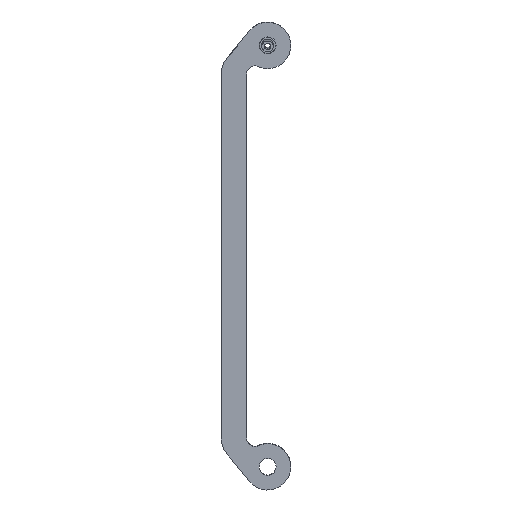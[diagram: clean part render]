
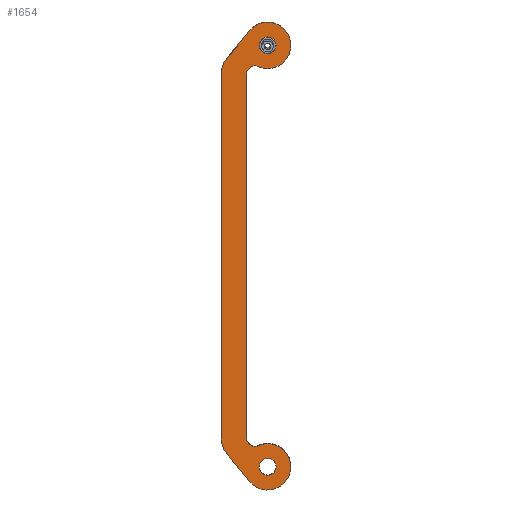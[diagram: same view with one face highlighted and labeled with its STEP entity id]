
A CAD part, front view. The second image highlights one B-rep face of the part: STEP entity #1654.
In plain terms, the highlighted planar face has unit normal (0, -1, -0.026).
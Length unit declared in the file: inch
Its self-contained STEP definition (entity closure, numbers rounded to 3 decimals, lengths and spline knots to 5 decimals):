
#70 = EDGE_CURVE ( 'NONE', #759, #1342, #2347, .T. ) ;
#83 = EDGE_LOOP ( 'NONE', ( #800, #1912 ) ) ;
#101 = VERTEX_POINT ( 'NONE', #1955 ) ;
#105 = ORIENTED_EDGE ( 'NONE', *, *, #311, .T. ) ;
#110 = DIRECTION ( 'NONE',  ( 0., 1., 0.026 ) ) ;
#124 = ORIENTED_EDGE ( 'NONE', *, *, #1089, .F. ) ;
#180 = CARTESIAN_POINT ( 'NONE',  ( 3.212, 3.36902, 0.3494 ) ) ;
#184 = EDGE_CURVE ( 'NONE', #2254, #1173, #1913, .T. ) ;
#198 = DIRECTION ( 'NONE',  ( 0., 1., 0.026 ) ) ;
#211 = CARTESIAN_POINT ( 'NONE',  ( 3.73453, 3.37687, 0.0496 ) ) ;
#223 = ORIENTED_EDGE ( 'NONE', *, *, #70, .F. ) ;
#231 = LINE ( 'NONE', #1485, #1600 ) ;
#248 = EDGE_CURVE ( 'NONE', #806, #1585, #1056, .T. ) ;
#251 = CARTESIAN_POINT ( 'NONE',  ( 3.57705, 3.37687, 0.0496 ) ) ;
#261 = CARTESIAN_POINT ( 'NONE',  ( 3.81327, 3.56882, -7.28065 ) ) ;
#269 = EDGE_CURVE ( 'NONE', #858, #463, #997, .T. ) ;
#274 = AXIS2_PLACEMENT_3D ( 'NONE', #1635, #368, #892 ) ;
#289 = ORIENTED_EDGE ( 'NONE', *, *, #371, .F. ) ;
#294 = AXIS2_PLACEMENT_3D ( 'NONE', #690, #2130, #2117 ) ;
#311 = EDGE_CURVE ( 'NONE', #526, #1335, #407, .T. ) ;
#338 = DIRECTION ( 'NONE',  ( -0.635, -0.02, 0.772 ) ) ;
#368 = DIRECTION ( 'NONE',  ( 0., 1., 0.026 ) ) ;
#371 = EDGE_CURVE ( 'NONE', #1361, #806, #1617, .T. ) ;
#374 = CARTESIAN_POINT ( 'NONE',  ( 3.97075, 3.56882, -7.28065 ) ) ;
#407 = CIRCLE ( 'NONE', #1195, 0.15748 ) ;
#415 = DIRECTION ( 'NONE',  ( 0., 0.026, -1. ) ) ;
#419 = AXIS2_PLACEMENT_3D ( 'NONE', #211, #1647, #761 ) ;
#432 = CARTESIAN_POINT ( 'NONE',  ( 3.212, 3.36902, 0.3494 ) ) ;
#442 = DIRECTION ( 'NONE',  ( 0.635, -0.02, 0.772 ) ) ;
#444 = DIRECTION ( 'NONE',  ( 0., 1., 0.026 ) ) ;
#463 = VERTEX_POINT ( 'NONE', #2210 ) ;
#500 = CARTESIAN_POINT ( 'NONE',  ( 3.97075, 3.56882, -7.28065 ) ) ;
#512 = CARTESIAN_POINT ( 'NONE',  ( 3.63613, 3.3555, 0.86548 ) ) ;
#517 = EDGE_CURVE ( 'NONE', #1335, #526, #1613, .T. ) ;
#526 = VERTEX_POINT ( 'NONE', #1324 ) ;
#528 = CIRCLE ( 'NONE', #1847, 0.43307 ) ;
#546 = EDGE_CURVE ( 'NONE', #2041, #1740, #2052, .T. ) ;
#549 = DIRECTION ( 'NONE',  ( 0., 1., 0.026 ) ) ;
#568 = EDGE_LOOP ( 'NONE', ( #1263, #2279, #1321, #999, #1347, #223, #1731, #1178, #289, #994, #1343, #124 ) ) ;
#570 = CIRCLE ( 'NONE', #419, 0.15748 ) ;
#576 = CARTESIAN_POINT ( 'NONE',  ( 3.97075, 3.3627, 0.59067 ) ) ;
#621 = CIRCLE ( 'NONE', #2014, 0.15748 ) ;
#639 = CARTESIAN_POINT ( 'NONE',  ( 4.40382, 3.56882, -7.28065 ) ) ;
#671 = EDGE_CURVE ( 'NONE', #1342, #2041, #2049, .T. ) ;
#684 = CARTESIAN_POINT ( 'NONE',  ( 3.63613, 3.57601, -7.55546 ) ) ;
#690 = CARTESIAN_POINT ( 'NONE',  ( 3.97075, 3.56882, -7.28065 ) ) ;
#707 = DIRECTION ( 'NONE',  ( 0., 1., 0.026 ) ) ;
#714 = DIRECTION ( 'NONE',  ( -1., 0., 0. ) ) ;
#729 = CARTESIAN_POINT ( 'NONE',  ( 3.10461, 3.55465, -6.73959 ) ) ;
#730 = DIRECTION ( 'NONE',  ( 1., 0., 0. ) ) ;
#732 = DIRECTION ( 'NONE',  ( -1., 0., 0. ) ) ;
#743 = FACE_BOUND ( 'NONE', #83, .T. ) ;
#759 = VERTEX_POINT ( 'NONE', #1383 ) ;
#761 = DIRECTION ( 'NONE',  ( -1., 0., 0. ) ) ;
#800 = ORIENTED_EDGE ( 'NONE', *, *, #1902, .T. ) ;
#806 = VERTEX_POINT ( 'NONE', #684 ) ;
#824 = CARTESIAN_POINT ( 'NONE',  ( 3.57705, 3.55465, -6.73959 ) ) ;
#857 = DIRECTION ( 'NONE',  ( 0., 1., 0.026 ) ) ;
#858 = VERTEX_POINT ( 'NONE', #824 ) ;
#892 = DIRECTION ( 'NONE',  ( -1., 0., 0. ) ) ;
#894 = AXIS2_PLACEMENT_3D ( 'NONE', #576, #1651, #1841 ) ;
#905 = PLANE ( 'NONE',  #1272 ) ;
#911 = CARTESIAN_POINT ( 'NONE',  ( 3.212, 3.5625, -7.03938 ) ) ;
#923 = DIRECTION ( 'NONE',  ( -1., 0., 0. ) ) ;
#927 = CARTESIAN_POINT ( 'NONE',  ( 3.57705, 3.55465, -6.73959 ) ) ;
#943 = EDGE_CURVE ( 'NONE', #1740, #1380, #1918, .T. ) ;
#945 = CARTESIAN_POINT ( 'NONE',  ( 4.12823, 3.3627, 0.59067 ) ) ;
#994 = ORIENTED_EDGE ( 'NONE', *, *, #1680, .F. ) ;
#997 = CIRCLE ( 'NONE', #2328, 0.15748 ) ;
#999 = ORIENTED_EDGE ( 'NONE', *, *, #546, .F. ) ;
#1030 = AXIS2_PLACEMENT_3D ( 'NONE', #251, #444, #2091 ) ;
#1055 = CARTESIAN_POINT ( 'NONE',  ( 3.81327, 3.3627, 0.59067 ) ) ;
#1056 = LINE ( 'NONE', #1964, #1416 ) ;
#1067 = DIRECTION ( 'NONE',  ( -1., 0., 0. ) ) ;
#1089 = EDGE_CURVE ( 'NONE', #101, #858, #231, .T. ) ;
#1124 = ORIENTED_EDGE ( 'NONE', *, *, #517, .T. ) ;
#1152 = EDGE_CURVE ( 'NONE', #1422, #101, #570, .T. ) ;
#1173 = VERTEX_POINT ( 'NONE', #945 ) ;
#1178 = ORIENTED_EDGE ( 'NONE', *, *, #248, .F. ) ;
#1195 = AXIS2_PLACEMENT_3D ( 'NONE', #1576, #857, #1067 ) ;
#1221 = CARTESIAN_POINT ( 'NONE',  ( 3.79753, 3.37309, 0.19389 ) ) ;
#1224 = DIRECTION ( 'NONE',  ( 0., -0.026, 1. ) ) ;
#1225 = CARTESIAN_POINT ( 'NONE',  ( 3.73453, 3.37687, 0.0496 ) ) ;
#1235 = FACE_OUTER_BOUND ( 'NONE', #568, .T. ) ;
#1237 = DIRECTION ( 'NONE',  ( -1., 0., 0. ) ) ;
#1263 = ORIENTED_EDGE ( 'NONE', *, *, #1152, .F. ) ;
#1269 = CARTESIAN_POINT ( 'NONE',  ( 3.97075, 3.3627, 0.59067 ) ) ;
#1272 = AXIS2_PLACEMENT_3D ( 'NONE', #1225, #1418, #730 ) ;
#1288 = CIRCLE ( 'NONE', #274, 0.43307 ) ;
#1321 = ORIENTED_EDGE ( 'NONE', *, *, #943, .F. ) ;
#1324 = CARTESIAN_POINT ( 'NONE',  ( 4.12823, 3.56882, -7.28065 ) ) ;
#1335 = VERTEX_POINT ( 'NONE', #261 ) ;
#1342 = VERTEX_POINT ( 'NONE', #1704 ) ;
#1343 = ORIENTED_EDGE ( 'NONE', *, *, #269, .F. ) ;
#1347 = ORIENTED_EDGE ( 'NONE', *, *, #671, .F. ) ;
#1361 = VERTEX_POINT ( 'NONE', #639 ) ;
#1380 = VERTEX_POINT ( 'NONE', #1575 ) ;
#1383 = CARTESIAN_POINT ( 'NONE',  ( 3.10461, 3.55465, -6.73959 ) ) ;
#1416 = VECTOR ( 'NONE', #338, 39.37008 ) ;
#1418 = DIRECTION ( 'NONE',  ( 0., 1., 0.026 ) ) ;
#1422 = VERTEX_POINT ( 'NONE', #1221 ) ;
#1485 = CARTESIAN_POINT ( 'NONE',  ( 3.57705, 3.55465, -6.73959 ) ) ;
#1519 = CIRCLE ( 'NONE', #2172, 0.47244 ) ;
#1575 = CARTESIAN_POINT ( 'NONE',  ( 4.40382, 3.3627, 0.59067 ) ) ;
#1576 = CARTESIAN_POINT ( 'NONE',  ( 3.97075, 3.56882, -7.28065 ) ) ;
#1585 = VERTEX_POINT ( 'NONE', #911 ) ;
#1600 = VECTOR ( 'NONE', #415, 39.37008 ) ;
#1606 = DIRECTION ( 'NONE',  ( 0., 1., 0.026 ) ) ;
#1613 = CIRCLE ( 'NONE', #2106, 0.15748 ) ;
#1617 = CIRCLE ( 'NONE', #294, 0.43307 ) ;
#1635 = CARTESIAN_POINT ( 'NONE',  ( 3.97075, 3.3627, 0.59067 ) ) ;
#1647 = DIRECTION ( 'NONE',  ( 0., -1., -0.026 ) ) ;
#1651 = DIRECTION ( 'NONE',  ( 0., 1., 0.026 ) ) ;
#1654 = ADVANCED_FACE ( 'NONE', ( #743, #2120, #1235 ), #905, .F. ) ;
#1680 = EDGE_CURVE ( 'NONE', #463, #1361, #528, .T. ) ;
#1704 = CARTESIAN_POINT ( 'NONE',  ( 3.10461, 3.37687, 0.0496 ) ) ;
#1724 = VECTOR ( 'NONE', #442, 39.37008 ) ;
#1729 = CARTESIAN_POINT ( 'NONE',  ( 3.97075, 3.3627, 0.59067 ) ) ;
#1731 = ORIENTED_EDGE ( 'NONE', *, *, #1907, .F. ) ;
#1740 = VERTEX_POINT ( 'NONE', #512 ) ;
#1772 = DIRECTION ( 'NONE',  ( -1., 0., 0. ) ) ;
#1780 = CARTESIAN_POINT ( 'NONE',  ( 3.73453, 3.55465, -6.73959 ) ) ;
#1836 = EDGE_LOOP ( 'NONE', ( #105, #1124 ) ) ;
#1841 = DIRECTION ( 'NONE',  ( -1., 0., 0. ) ) ;
#1847 = AXIS2_PLACEMENT_3D ( 'NONE', #500, #1606, #1772 ) ;
#1902 = EDGE_CURVE ( 'NONE', #1173, #2254, #621, .T. ) ;
#1907 = EDGE_CURVE ( 'NONE', #1585, #759, #1519, .T. ) ;
#1912 = ORIENTED_EDGE ( 'NONE', *, *, #184, .T. ) ;
#1913 = CIRCLE ( 'NONE', #894, 0.15748 ) ;
#1918 = CIRCLE ( 'NONE', #1993, 0.43307 ) ;
#1951 = EDGE_CURVE ( 'NONE', #1380, #1422, #1288, .T. ) ;
#1955 = CARTESIAN_POINT ( 'NONE',  ( 3.57705, 3.37687, 0.0496 ) ) ;
#1964 = CARTESIAN_POINT ( 'NONE',  ( 3.63613, 3.57601, -7.55546 ) ) ;
#1993 = AXIS2_PLACEMENT_3D ( 'NONE', #1269, #707, #2185 ) ;
#2014 = AXIS2_PLACEMENT_3D ( 'NONE', #1729, #110, #1237 ) ;
#2017 = VECTOR ( 'NONE', #1224, 39.37008 ) ;
#2041 = VERTEX_POINT ( 'NONE', #180 ) ;
#2049 = CIRCLE ( 'NONE', #1030, 0.47244 ) ;
#2052 = LINE ( 'NONE', #432, #1724 ) ;
#2091 = DIRECTION ( 'NONE',  ( -1., 0., 0. ) ) ;
#2106 = AXIS2_PLACEMENT_3D ( 'NONE', #374, #198, #923 ) ;
#2117 = DIRECTION ( 'NONE',  ( -1., 0., 0. ) ) ;
#2120 = FACE_BOUND ( 'NONE', #1836, .T. ) ;
#2130 = DIRECTION ( 'NONE',  ( 0., 1., 0.026 ) ) ;
#2172 = AXIS2_PLACEMENT_3D ( 'NONE', #927, #549, #732 ) ;
#2185 = DIRECTION ( 'NONE',  ( -1., 0., 0. ) ) ;
#2210 = CARTESIAN_POINT ( 'NONE',  ( 3.79753, 3.55843, -6.88387 ) ) ;
#2254 = VERTEX_POINT ( 'NONE', #1055 ) ;
#2279 = ORIENTED_EDGE ( 'NONE', *, *, #1951, .F. ) ;
#2328 = AXIS2_PLACEMENT_3D ( 'NONE', #1780, #2331, #714 ) ;
#2331 = DIRECTION ( 'NONE',  ( 0., -1., -0.026 ) ) ;
#2347 = LINE ( 'NONE', #729, #2017 ) ;
